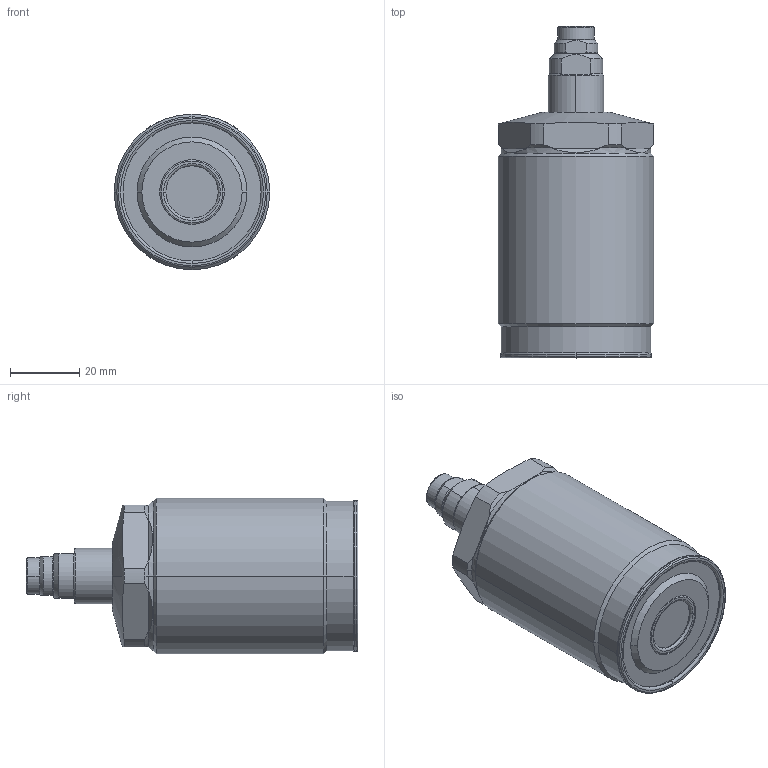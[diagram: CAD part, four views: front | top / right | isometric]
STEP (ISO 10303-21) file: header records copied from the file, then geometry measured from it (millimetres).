
FILE_DESCRIPTION(/* description */ (''),/* implementation_level */ '2;1');
FILE_NAME(/* name */ 'TSS45-M.stp',/* time_stamp */ '2025-01-10T15:47:55+08:00',/* author */ (''),/* organization */ (''),/* preprocessor_version */ 'ST-DEVELOPER v16.7',/* originating_system */ 'SIEMENS PLM Software NX 12.0',/* authorisation */ '');
FILE_SCHEMA (('AUTOMOTIVE_DESIGN { 1 0 10303 214 3 1 1 1 }'));
Length unit declared in the file: millimetre
Products named in the file (11): XLC-M10_Oring; XLC-M10SP_pin; XLC-M10SP_contactbolt; XLC-M10SP_pad; XLC-M10_Oring1242; TSS45-M05; TSS45-M03; TSS45-M02; XLC-M10_-M; TSS45-M01; TSS45_stp
Assembly tree (10 placements, depth 3):
  TSS45_stp
    TSS45-M01
      XLC-M10_Oring1242
    TSS45-M02
    TSS45-M03
    TSS45-M05
    XLC-M10_-M
      XLC-M10SP_pad
      XLC-M10SP_contactbolt
      XLC-M10SP_pin
      XLC-M10_Oring
Bounding box: 45 x 96 x 45 mm (x, y, z)
Volume: 106737 mm3; surface area: 17505.3 mm2
Topology: 8 solids, 8 shells, 199 faces, 446 edges, 274 vertices
Faces by surface type: cylinder 61, torus 46, plane 45, cone 41, sphere 6
Entity records: 6246 total; most frequent: CARTESIAN_POINT 1422, DIRECTION 1072, ORIENTED_EDGE 892, AXIS2_PLACEMENT_3D 470, EDGE_CURVE 446, VERTEX_POINT 274, CIRCLE 260, EDGE_LOOP 224
